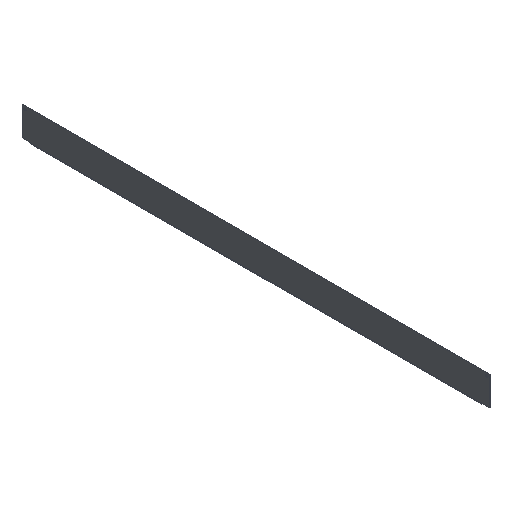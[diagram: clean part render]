
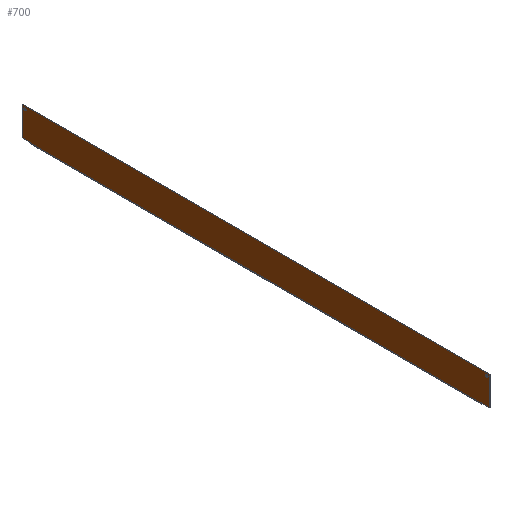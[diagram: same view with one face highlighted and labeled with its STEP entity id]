
A CAD part, isometric view. The second image highlights one B-rep face of the part: STEP entity #700.
In plain terms, the highlighted planar face has unit normal (-1, 0, 0).
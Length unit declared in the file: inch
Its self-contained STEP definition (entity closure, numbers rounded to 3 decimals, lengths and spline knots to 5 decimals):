
#7 = VECTOR ( 'NONE', #200, 39.37008 ) ;
#12 = AXIS2_PLACEMENT_3D ( 'NONE', #1445, #86, #1600 ) ;
#30 = DIRECTION ( 'NONE',  ( -1., 0., 0. ) ) ;
#37 = DIRECTION ( 'NONE',  ( 0., 1., 0. ) ) ;
#43 = CARTESIAN_POINT ( 'NONE',  ( -0.057, -28.875, -1.781 ) ) ;
#63 = VERTEX_POINT ( 'NONE', #338 ) ;
#86 = DIRECTION ( 'NONE',  ( -1., 0., 0. ) ) ;
#155 = EDGE_CURVE ( 'NONE', #2042, #746, #2040, .T. ) ;
#160 = LINE ( 'NONE', #1836, #1989 ) ;
#166 = CARTESIAN_POINT ( 'NONE',  ( -0.057, -29.9375, -1.9375 ) ) ;
#171 = DIRECTION ( 'NONE',  ( 1., 0., 0. ) ) ;
#181 = DIRECTION ( 'NONE',  ( 0., -1., 0. ) ) ;
#200 = DIRECTION ( 'NONE',  ( 0., 0., -1. ) ) ;
#202 = LINE ( 'NONE', #554, #532 ) ;
#230 = ORIENTED_EDGE ( 'NONE', *, *, #1486, .F. ) ;
#233 = CARTESIAN_POINT ( 'NONE',  ( -0.057, 29.9375, -1.9375 ) ) ;
#241 = EDGE_LOOP ( 'NONE', ( #763, #487, #313, #1596, #1104, #1819, #793, #999 ) ) ;
#252 = LINE ( 'NONE', #2038, #1089 ) ;
#300 = DIRECTION ( 'NONE',  ( 0., 1., 0. ) ) ;
#302 = VERTEX_POINT ( 'NONE', #1311 ) ;
#308 = LINE ( 'NONE', #1801, #1514 ) ;
#313 = ORIENTED_EDGE ( 'NONE', *, *, #990, .F. ) ;
#338 = CARTESIAN_POINT ( 'NONE',  ( -0.057, 29.4375, 1.5625 ) ) ;
#367 = LINE ( 'NONE', #166, #7 ) ;
#393 = AXIS2_PLACEMENT_3D ( 'NONE', #1496, #1339, #37 ) ;
#397 = DIRECTION ( 'NONE',  ( 0., 1., 0. ) ) ;
#417 = CARTESIAN_POINT ( 'NONE',  ( -0.057, -28.875, -1.8515 ) ) ;
#432 = AXIS2_PLACEMENT_3D ( 'NONE', #651, #30, #1507 ) ;
#453 = EDGE_CURVE ( 'NONE', #1517, #616, #1230, .T. ) ;
#457 = EDGE_CURVE ( 'NONE', #1166, #1316, #367, .T. ) ;
#459 = CARTESIAN_POINT ( 'NONE',  ( -0.057, -29.9375, -1.781 ) ) ;
#481 = DIRECTION ( 'NONE',  ( 0., 1., 0. ) ) ;
#487 = ORIENTED_EDGE ( 'NONE', *, *, #1636, .F. ) ;
#532 = VECTOR ( 'NONE', #1064, 39.37008 ) ;
#548 = FACE_OUTER_BOUND ( 'NONE', #241, .T. ) ;
#554 = CARTESIAN_POINT ( 'NONE',  ( -0.057, -28.875, -1.9375 ) ) ;
#583 = VERTEX_POINT ( 'NONE', #1246 ) ;
#589 = CARTESIAN_POINT ( 'NONE',  ( -0.057, -29.9375, 1.9375 ) ) ;
#616 = VERTEX_POINT ( 'NONE', #1062 ) ;
#637 = CARTESIAN_POINT ( 'NONE',  ( -0.057, 29.9375, -1.781 ) ) ;
#651 = CARTESIAN_POINT ( 'NONE',  ( -0.057, -29.5625, 1.5625 ) ) ;
#671 = DIRECTION ( 'NONE',  ( 0., 1., 0. ) ) ;
#696 = AXIS2_PLACEMENT_3D ( 'NONE', #1416, #752, #397 ) ;
#700 = ADVANCED_FACE ( 'NONE', ( #548, #848, #1674 ), #1880, .F. ) ;
#720 = VERTEX_POINT ( 'NONE', #824 ) ;
#725 = DIRECTION ( 'NONE',  ( 0., 0., 1. ) ) ;
#746 = VERTEX_POINT ( 'NONE', #1335 ) ;
#752 = DIRECTION ( 'NONE',  ( -1., 0., 0. ) ) ;
#763 = ORIENTED_EDGE ( 'NONE', *, *, #1538, .F. ) ;
#793 = ORIENTED_EDGE ( 'NONE', *, *, #1345, .F. ) ;
#824 = CARTESIAN_POINT ( 'NONE',  ( -0.057, 28.875, -1.781 ) ) ;
#847 = EDGE_CURVE ( 'NONE', #583, #63, #1363, .T. ) ;
#848 = FACE_BOUND ( 'NONE', #1951, .T. ) ;
#901 = DIRECTION ( 'NONE',  ( 0., 0., 1. ) ) ;
#990 = EDGE_CURVE ( 'NONE', #1316, #1111, #308, .T. ) ;
#999 = ORIENTED_EDGE ( 'NONE', *, *, #1255, .F. ) ;
#1041 = EDGE_CURVE ( 'NONE', #746, #1166, #160, .T. ) ;
#1047 = ORIENTED_EDGE ( 'NONE', *, *, #1920, .F. ) ;
#1062 = CARTESIAN_POINT ( 'NONE',  ( -0.057, -29.4375, 1.5625 ) ) ;
#1064 = DIRECTION ( 'NONE',  ( 0., 0., -1. ) ) ;
#1089 = VECTOR ( 'NONE', #725, 39.37008 ) ;
#1104 = ORIENTED_EDGE ( 'NONE', *, *, #1041, .F. ) ;
#1111 = VERTEX_POINT ( 'NONE', #43 ) ;
#1166 = VERTEX_POINT ( 'NONE', #589 ) ;
#1195 = VERTEX_POINT ( 'NONE', #417 ) ;
#1212 = CARTESIAN_POINT ( 'NONE',  ( -0.057, -29.9375, -1.9375 ) ) ;
#1226 = ORIENTED_EDGE ( 'NONE', *, *, #453, .F. ) ;
#1230 = CIRCLE ( 'NONE', #393, 0.125 ) ;
#1246 = CARTESIAN_POINT ( 'NONE',  ( -0.057, 29.6875, 1.5625 ) ) ;
#1255 = EDGE_CURVE ( 'NONE', #302, #720, #252, .T. ) ;
#1285 = LINE ( 'NONE', #1816, #1481 ) ;
#1300 = AXIS2_PLACEMENT_3D ( 'NONE', #1212, #171, #2004 ) ;
#1311 = CARTESIAN_POINT ( 'NONE',  ( -0.057, 28.875, -1.8515 ) ) ;
#1316 = VERTEX_POINT ( 'NONE', #459 ) ;
#1335 = CARTESIAN_POINT ( 'NONE',  ( -0.057, 29.9375, 1.9375 ) ) ;
#1339 = DIRECTION ( 'NONE',  ( -1., 0., 0. ) ) ;
#1345 = EDGE_CURVE ( 'NONE', #720, #2042, #1285, .T. ) ;
#1363 = CIRCLE ( 'NONE', #696, 0.125 ) ;
#1416 = CARTESIAN_POINT ( 'NONE',  ( -0.057, 29.5625, 1.5625 ) ) ;
#1442 = VECTOR ( 'NONE', #901, 39.37008 ) ;
#1445 = CARTESIAN_POINT ( 'NONE',  ( -0.057, 29.5625, 1.5625 ) ) ;
#1481 = VECTOR ( 'NONE', #481, 39.37008 ) ;
#1486 = EDGE_CURVE ( 'NONE', #616, #1517, #2138, .T. ) ;
#1489 = CARTESIAN_POINT ( 'NONE',  ( -0.057, -29.9375, -1.8515 ) ) ;
#1496 = CARTESIAN_POINT ( 'NONE',  ( -0.057, -29.5625, 1.5625 ) ) ;
#1507 = DIRECTION ( 'NONE',  ( 0., 1., 0. ) ) ;
#1514 = VECTOR ( 'NONE', #300, 39.37008 ) ;
#1517 = VERTEX_POINT ( 'NONE', #1680 ) ;
#1538 = EDGE_CURVE ( 'NONE', #1195, #302, #1978, .T. ) ;
#1588 = VECTOR ( 'NONE', #671, 39.37008 ) ;
#1596 = ORIENTED_EDGE ( 'NONE', *, *, #457, .F. ) ;
#1600 = DIRECTION ( 'NONE',  ( 0., 1., 0. ) ) ;
#1636 = EDGE_CURVE ( 'NONE', #1111, #1195, #202, .T. ) ;
#1674 = FACE_BOUND ( 'NONE', #1937, .T. ) ;
#1680 = CARTESIAN_POINT ( 'NONE',  ( -0.057, -29.6875, 1.5625 ) ) ;
#1728 = CIRCLE ( 'NONE', #12, 0.125 ) ;
#1801 = CARTESIAN_POINT ( 'NONE',  ( -0.057, -29.9375, -1.781 ) ) ;
#1816 = CARTESIAN_POINT ( 'NONE',  ( -0.057, -29.9375, -1.781 ) ) ;
#1819 = ORIENTED_EDGE ( 'NONE', *, *, #155, .F. ) ;
#1833 = ORIENTED_EDGE ( 'NONE', *, *, #847, .F. ) ;
#1836 = CARTESIAN_POINT ( 'NONE',  ( -0.057, -29.9375, 1.9375 ) ) ;
#1880 = PLANE ( 'NONE',  #1300 ) ;
#1920 = EDGE_CURVE ( 'NONE', #63, #583, #1728, .T. ) ;
#1937 = EDGE_LOOP ( 'NONE', ( #1833, #1047 ) ) ;
#1951 = EDGE_LOOP ( 'NONE', ( #230, #1226 ) ) ;
#1978 = LINE ( 'NONE', #1489, #1588 ) ;
#1989 = VECTOR ( 'NONE', #181, 39.37008 ) ;
#2004 = DIRECTION ( 'NONE',  ( 0., 1., 0. ) ) ;
#2038 = CARTESIAN_POINT ( 'NONE',  ( -0.057, 28.875, -1.9375 ) ) ;
#2040 = LINE ( 'NONE', #233, #1442 ) ;
#2042 = VERTEX_POINT ( 'NONE', #637 ) ;
#2138 = CIRCLE ( 'NONE', #432, 0.125 ) ;
